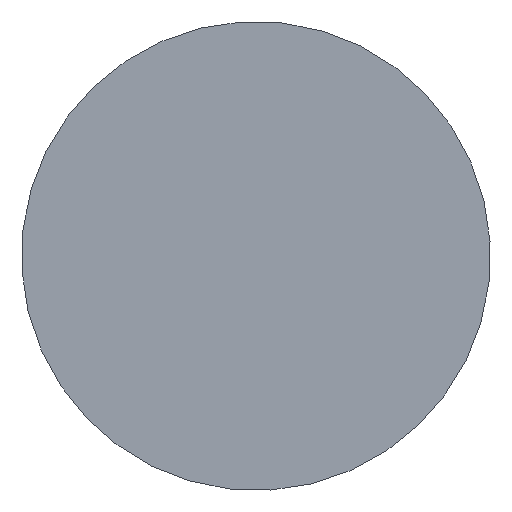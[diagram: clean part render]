
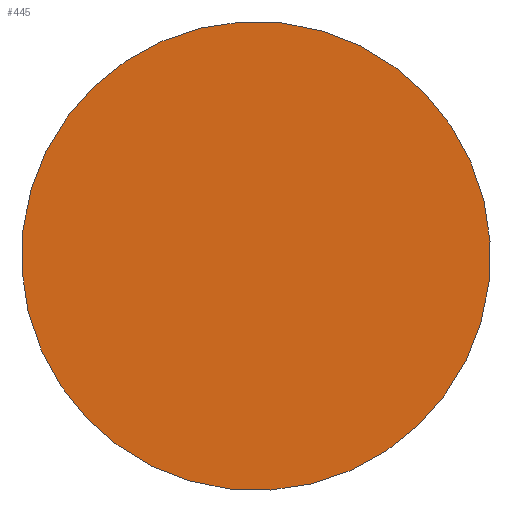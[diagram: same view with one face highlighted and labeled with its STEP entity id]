
A CAD part, front view. The second image highlights one B-rep face of the part: STEP entity #445.
In plain terms, the highlighted planar face has unit normal (0, -1, 0).
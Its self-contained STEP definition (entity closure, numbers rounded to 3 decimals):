
#85=FACE_OUTER_BOUND('',#115,.T.);
#115=EDGE_LOOP('',(#306,#307));
#155=CIRCLE('',#509,40.);
#156=CIRCLE('',#510,40.);
#184=VERTEX_POINT('',#712);
#185=VERTEX_POINT('',#713);
#227=EDGE_CURVE('',#184,#185,#155,.T.);
#228=EDGE_CURVE('',#185,#184,#156,.T.);
#306=ORIENTED_EDGE('',*,*,#227,.T.);
#307=ORIENTED_EDGE('',*,*,#228,.T.);
#403=PLANE('',#512);
#445=ADVANCED_FACE('',(#85),#403,.T.);
#509=AXIS2_PLACEMENT_3D('',#714,#591,#592);
#510=AXIS2_PLACEMENT_3D('',#715,#593,#594);
#512=AXIS2_PLACEMENT_3D('',#717,#597,#598);
#591=DIRECTION('center_axis',(0.,-1.,0.));
#592=DIRECTION('ref_axis',(0.916,0.,0.401));
#593=DIRECTION('center_axis',(0.,-1.,0.));
#594=DIRECTION('ref_axis',(0.916,0.,0.401));
#597=DIRECTION('center_axis',(0.,-1.,0.));
#598=DIRECTION('ref_axis',(0.401,0.,-0.916));
#712=CARTESIAN_POINT('',(36.643,-21.,16.04));
#713=CARTESIAN_POINT('',(-16.04,-21.,36.643));
#714=CARTESIAN_POINT('Origin',(0.,-21.,0.));
#715=CARTESIAN_POINT('Origin',(0.,-21.,0.));
#717=CARTESIAN_POINT('Origin',(0.,-21.,0.));
